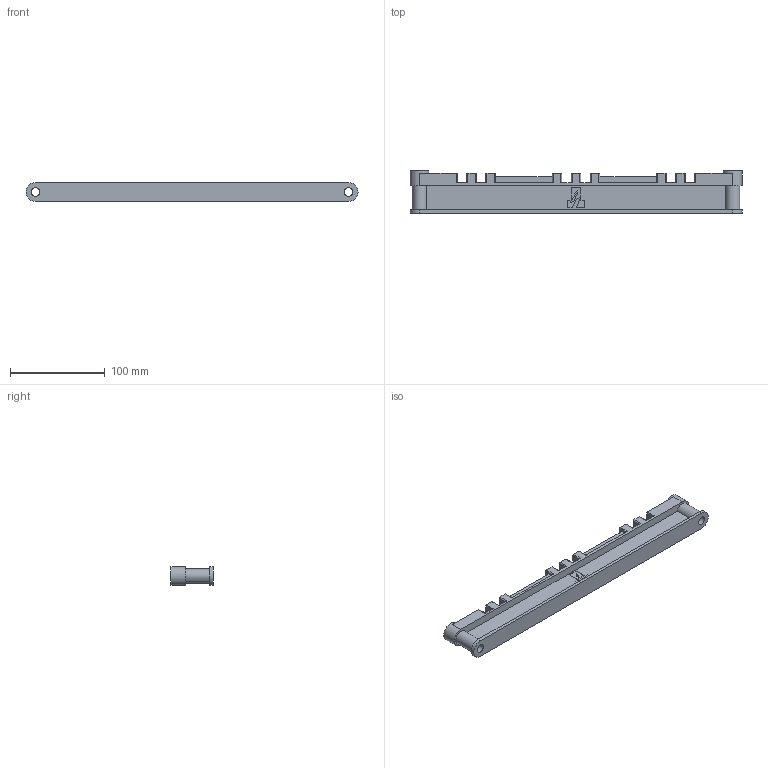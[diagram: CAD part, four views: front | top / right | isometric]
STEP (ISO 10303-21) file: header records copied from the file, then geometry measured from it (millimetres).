
FILE_DESCRIPTION(/* description */ (''),/* implementation_level */ '2;1');
FILE_NAME(/* name */ 'MXM11023NS.step',/* time_stamp */ '2022-01-12T14:37:23+00:00',/* author */ (''),/* organization */ (''),/* preprocessor_version */ 'ST-DEVELOPER v18.1',/* originating_system */ 'Autodesk Translation Framework v10.10.0.1391',/* authorisation */ '');
FILE_SCHEMA (('AUTOMOTIVE_DESIGN { 1 0 10303 214 3 1 1 }'));
Length unit declared in the file: millimetre
Products named in the file (1): MXM11023NS
Bounding box: 350 x 44.7 x 20 mm (x, y, z)
Volume: 101916.2 mm3; surface area: 63596.8 mm2
Topology: 1 solids, 1 shells, 188 faces, 532 edges, 354 vertices
Faces by surface type: plane 128, cylinder 60
Full cylindrical faces by diameter (mm): 9 x2, 20 x2
Entity records: 6134 total; most frequent: CARTESIAN_POINT 1075, ORIENTED_EDGE 1064, DIRECTION 1036, EDGE_CURVE 532, LINE 406, VECTOR 406, VERTEX_POINT 354, AXIS2_PLACEMENT_3D 315
